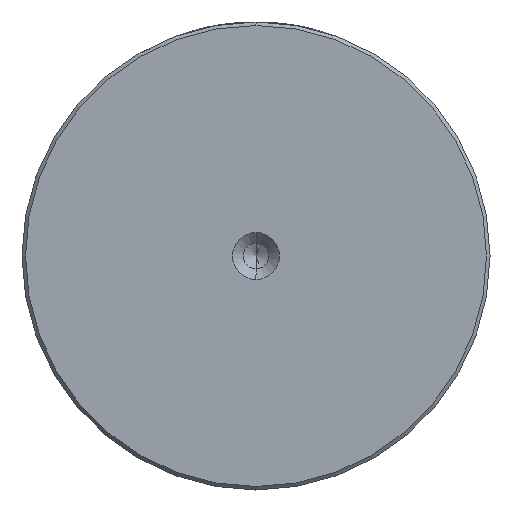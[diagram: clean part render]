
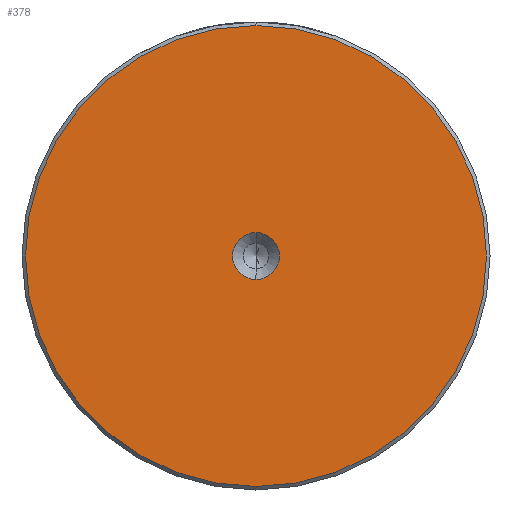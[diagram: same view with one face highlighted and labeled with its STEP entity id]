
A CAD part, left-side view. The second image highlights one B-rep face of the part: STEP entity #378.
In plain terms, the highlighted planar face has unit normal (-1, 0, 0).
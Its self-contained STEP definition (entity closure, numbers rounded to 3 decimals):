
#2 = DIRECTION ( 'NONE',  ( -1., 0., 0. ) ) ;
#33 = CIRCLE ( 'NONE', #1132, 3.3 ) ;
#51 = DIRECTION ( 'NONE',  ( -1., 0., 0. ) ) ;
#54 = ORIENTED_EDGE ( 'NONE', *, *, #1301, .F. ) ;
#82 = DIRECTION ( 'NONE',  ( -1., 0., 0. ) ) ;
#130 = VERTEX_POINT ( 'NONE', #2121 ) ;
#294 = EDGE_CURVE ( 'NONE', #2102, #800, #2099, .T. ) ;
#348 = CARTESIAN_POINT ( 'NONE',  ( 0., 0., -32.5 ) ) ;
#378 = ADVANCED_FACE ( 'NONE', ( #605, #1868 ), #1556, .T. ) ;
#480 = EDGE_CURVE ( 'NONE', #800, #2102, #1713, .T. ) ;
#605 = FACE_OUTER_BOUND ( 'NONE', #1163, .T. ) ;
#639 = CARTESIAN_POINT ( 'NONE',  ( 0., 0., 0. ) ) ;
#773 = AXIS2_PLACEMENT_3D ( 'NONE', #1189, #2930, #1432 ) ;
#800 = VERTEX_POINT ( 'NONE', #1889 ) ;
#888 = DIRECTION ( 'NONE',  ( 0., 0., 1. ) ) ;
#1132 = AXIS2_PLACEMENT_3D ( 'NONE', #639, #2399, #888 ) ;
#1163 = EDGE_LOOP ( 'NONE', ( #2074, #2142 ) ) ;
#1189 = CARTESIAN_POINT ( 'NONE',  ( 0., 0., 0. ) ) ;
#1237 = AXIS2_PLACEMENT_3D ( 'NONE', #1523, #51, #1810 ) ;
#1301 = EDGE_CURVE ( 'NONE', #1990, #130, #1972, .T. ) ;
#1432 = DIRECTION ( 'NONE',  ( 0., 0., 1. ) ) ;
#1496 = CARTESIAN_POINT ( 'NONE',  ( 0., 0., 0. ) ) ;
#1523 = CARTESIAN_POINT ( 'NONE',  ( 0., 0., 0. ) ) ;
#1556 = PLANE ( 'NONE',  #1237 ) ;
#1581 = CARTESIAN_POINT ( 'NONE',  ( 0., 0., 0. ) ) ;
#1713 = CIRCLE ( 'NONE', #1733, 32.5 ) ;
#1733 = AXIS2_PLACEMENT_3D ( 'NONE', #1581, #82, #1838 ) ;
#1754 = DIRECTION ( 'NONE',  ( 0., 0., 1. ) ) ;
#1810 = DIRECTION ( 'NONE',  ( 0., 0., 1. ) ) ;
#1838 = DIRECTION ( 'NONE',  ( 0., 0., 1. ) ) ;
#1868 = FACE_BOUND ( 'NONE', #3238, .T. ) ;
#1889 = CARTESIAN_POINT ( 'NONE',  ( 0., 0., 32.5 ) ) ;
#1933 = AXIS2_PLACEMENT_3D ( 'NONE', #1496, #2, #1754 ) ;
#1941 = CARTESIAN_POINT ( 'NONE',  ( 0., 0., -3.3 ) ) ;
#1972 = CIRCLE ( 'NONE', #773, 3.3 ) ;
#1990 = VERTEX_POINT ( 'NONE', #1941 ) ;
#2059 = ORIENTED_EDGE ( 'NONE', *, *, #2165, .F. ) ;
#2074 = ORIENTED_EDGE ( 'NONE', *, *, #294, .T. ) ;
#2099 = CIRCLE ( 'NONE', #1933, 32.5 ) ;
#2102 = VERTEX_POINT ( 'NONE', #348 ) ;
#2121 = CARTESIAN_POINT ( 'NONE',  ( 0., 0., 3.3 ) ) ;
#2142 = ORIENTED_EDGE ( 'NONE', *, *, #480, .T. ) ;
#2165 = EDGE_CURVE ( 'NONE', #130, #1990, #33, .T. ) ;
#2399 = DIRECTION ( 'NONE',  ( -1., 0., 0. ) ) ;
#2930 = DIRECTION ( 'NONE',  ( -1., 0., 0. ) ) ;
#3238 = EDGE_LOOP ( 'NONE', ( #2059, #54 ) ) ;
